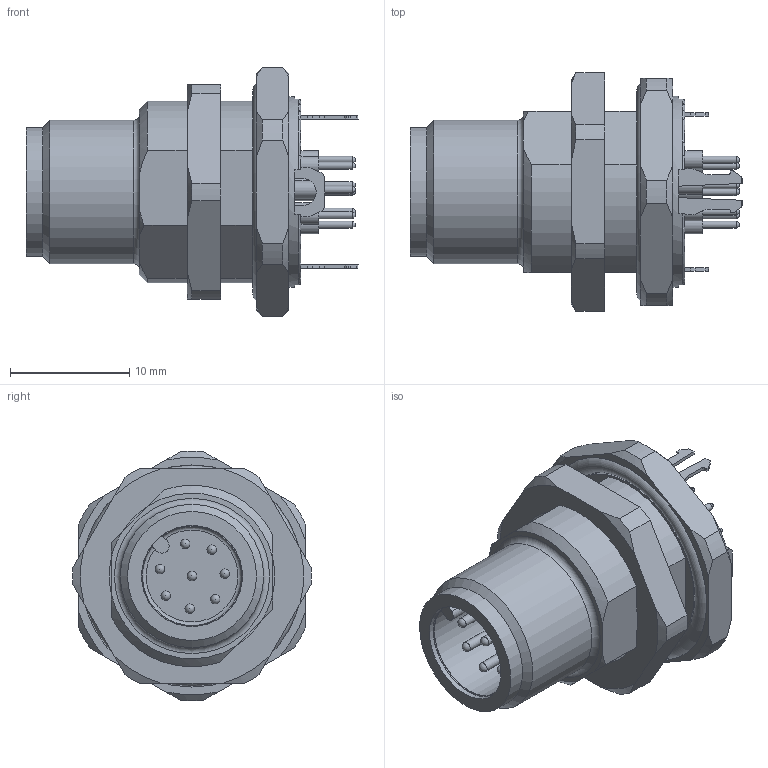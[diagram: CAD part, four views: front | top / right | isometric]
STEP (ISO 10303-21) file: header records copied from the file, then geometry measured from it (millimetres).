
FILE_DESCRIPTION(/* description */ (''),/* implementation_level */ '2;1');
FILE_NAME(/* name */ 'AL-FHM12SSA8-P_PG9.stp',/* time_stamp */ '2018-10-11T11:49:47+02:00',/* author */ (''),/* organization */ (''),/* preprocessor_version */ 'ST-DEVELOPER v16',/* originating_system */ 'SIEMENS PLM Software NX 10.0',/* authorisation */ '');
FILE_SCHEMA (('AUTOMOTIVE_DESIGN { 1 0 10303 214 3 1 1 1 }'));
Length unit declared in the file: millimetre
Products named in the file (1): v.sh1E84829Ff7cu
Bounding box: 27.8 x 19.99 x 20.89 mm (x, y, z)
Volume: 3546.5 mm3; surface area: 2877.8 mm2
Topology: 2 solids, 2 shells, 269 faces, 757 edges, 503 vertices
Faces by surface type: plane 123, cylinder 93, cone 33, torus 12, sphere 8
Full cylindrical faces by diameter (mm): 0.6 x8, 0.8 x8, 1.5 x8, 8.4 x1, 10.8 x1, 12 x1, 15.6 x1, 16 x1
Entity records: 8615 total; most frequent: CARTESIAN_POINT 1885, DIRECTION 1386, ORIENTED_EDGE 1358, EDGE_CURVE 679, AXIS2_PLACEMENT_3D 507, VERTEX_POINT 477, LINE 372, VECTOR 372
